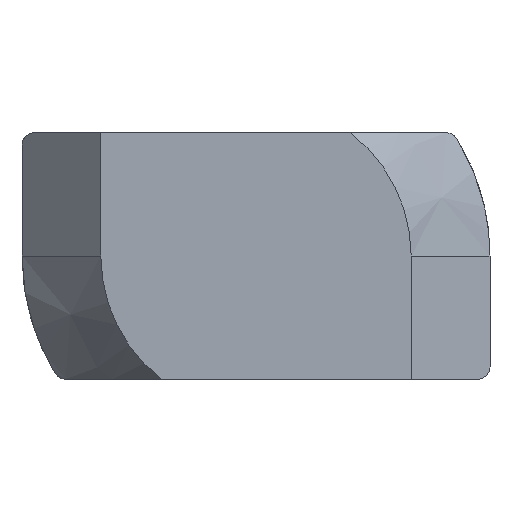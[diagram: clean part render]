
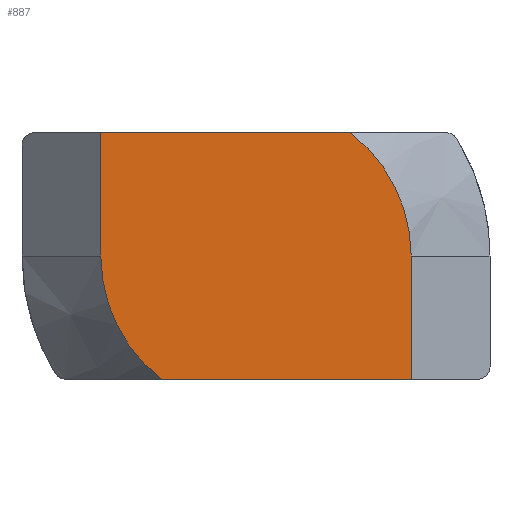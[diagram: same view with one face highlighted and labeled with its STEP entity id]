
A CAD part, front view. The second image highlights one B-rep face of the part: STEP entity #887.
In plain terms, the highlighted planar face has unit normal (0, -1, 0).
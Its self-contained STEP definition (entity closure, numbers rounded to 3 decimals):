
#52 = EDGE_CURVE ( 'NONE', #549, #434, #650, .T. ) ;
#75 = EDGE_LOOP ( 'NONE', ( #647, #884, #354, #572, #372, #921 ) ) ;
#89 = CARTESIAN_POINT ( 'NONE',  ( 6.3, -4.35, 0. ) ) ;
#110 = AXIS2_PLACEMENT_3D ( 'NONE', #880, #547, #334 ) ;
#182 = CARTESIAN_POINT ( 'NONE',  ( -6.3, -4.35, 0. ) ) ;
#206 = CARTESIAN_POINT ( 'NONE',  ( 6.3, -4.35, 5. ) ) ;
#214 = VECTOR ( 'NONE', #917, 1000. ) ;
#238 = CARTESIAN_POINT ( 'NONE',  ( 6.3, -4.35, -5. ) ) ;
#253 = VERTEX_POINT ( 'NONE', #653 ) ;
#285 = DIRECTION ( 'NONE',  ( 0., 0., 1. ) ) ;
#290 = EDGE_CURVE ( 'NONE', #549, #493, #735, .T. ) ;
#292 = VECTOR ( 'NONE', #894, 1000. ) ;
#307 = DIRECTION ( 'NONE',  ( 0., 0., -1. ) ) ;
#309 = CARTESIAN_POINT ( 'NONE',  ( 6.3, -4.35, 5. ) ) ;
#334 = DIRECTION ( 'NONE',  ( 0., 0., 1. ) ) ;
#339 = AXIS2_PLACEMENT_3D ( 'NONE', #597, #668, #604 ) ;
#343 = DIRECTION ( 'NONE',  ( 0., -1., 0. ) ) ;
#354 = ORIENTED_EDGE ( 'NONE', *, *, #858, .T. ) ;
#363 = CIRCLE ( 'NONE', #926, 6.3 ) ;
#372 = ORIENTED_EDGE ( 'NONE', *, *, #527, .F. ) ;
#434 = VERTEX_POINT ( 'NONE', #182 ) ;
#445 = CARTESIAN_POINT ( 'NONE',  ( -6.3, -4.35, 5. ) ) ;
#448 = CARTESIAN_POINT ( 'NONE',  ( -6.3, -4.35, 5. ) ) ;
#472 = VECTOR ( 'NONE', #307, 1000. ) ;
#493 = VERTEX_POINT ( 'NONE', #896 ) ;
#527 = EDGE_CURVE ( 'NONE', #493, #911, #570, .T. ) ;
#534 = PLANE ( 'NONE',  #339 ) ;
#539 = LINE ( 'NONE', #238, #292 ) ;
#547 = DIRECTION ( 'NONE',  ( 0., 1., 0. ) ) ;
#549 = VERTEX_POINT ( 'NONE', #448 ) ;
#570 = CIRCLE ( 'NONE', #110, 6.3 ) ;
#572 = ORIENTED_EDGE ( 'NONE', *, *, #696, .F. ) ;
#597 = CARTESIAN_POINT ( 'NONE',  ( 6.3, -4.35, 5. ) ) ;
#604 = DIRECTION ( 'NONE',  ( 0., 0., 1. ) ) ;
#634 = LINE ( 'NONE', #206, #214 ) ;
#647 = ORIENTED_EDGE ( 'NONE', *, *, #52, .T. ) ;
#649 = EDGE_CURVE ( 'NONE', #434, #253, #363, .T. ) ;
#650 = LINE ( 'NONE', #445, #472 ) ;
#653 = CARTESIAN_POINT ( 'NONE',  ( -3.833, -4.35, -5. ) ) ;
#668 = DIRECTION ( 'NONE',  ( 0., 1., 0. ) ) ;
#689 = VERTEX_POINT ( 'NONE', #906 ) ;
#696 = EDGE_CURVE ( 'NONE', #911, #689, #634, .T. ) ;
#735 = LINE ( 'NONE', #309, #843 ) ;
#832 = CARTESIAN_POINT ( 'NONE',  ( 0., -4.35, 0. ) ) ;
#843 = VECTOR ( 'NONE', #875, 1000. ) ;
#858 = EDGE_CURVE ( 'NONE', #253, #689, #539, .T. ) ;
#875 = DIRECTION ( 'NONE',  ( 1., 0., 0. ) ) ;
#880 = CARTESIAN_POINT ( 'NONE',  ( 0., -4.35, 0. ) ) ;
#883 = FACE_OUTER_BOUND ( 'NONE', #75, .T. ) ;
#884 = ORIENTED_EDGE ( 'NONE', *, *, #649, .T. ) ;
#887 = ADVANCED_FACE ( 'NONE', ( #883 ), #534, .F. ) ;
#894 = DIRECTION ( 'NONE',  ( 1., 0., 0. ) ) ;
#896 = CARTESIAN_POINT ( 'NONE',  ( 3.833, -4.35, 5. ) ) ;
#906 = CARTESIAN_POINT ( 'NONE',  ( 6.3, -4.35, -5. ) ) ;
#911 = VERTEX_POINT ( 'NONE', #89 ) ;
#917 = DIRECTION ( 'NONE',  ( 0., 0., -1. ) ) ;
#921 = ORIENTED_EDGE ( 'NONE', *, *, #290, .F. ) ;
#926 = AXIS2_PLACEMENT_3D ( 'NONE', #832, #343, #285 ) ;
